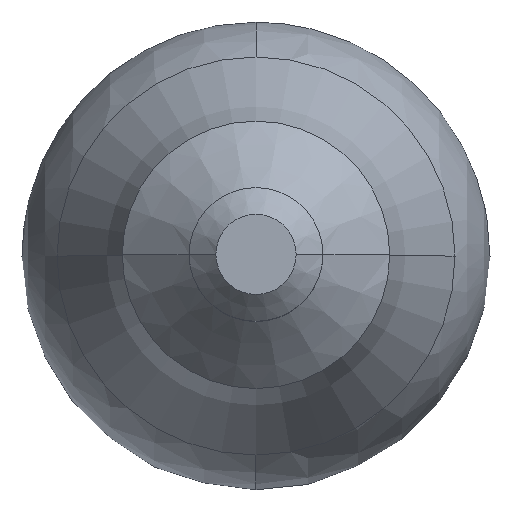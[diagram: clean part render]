
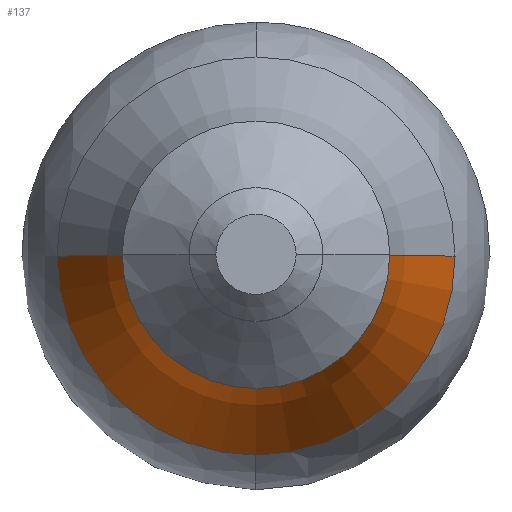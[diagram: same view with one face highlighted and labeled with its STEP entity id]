
A CAD part, top view. The second image highlights one B-rep face of the part: STEP entity #137.
In plain terms, the highlighted toroidal (fillet/blend) face has major radius 40.635 mm and minor radius 36.66 mm.
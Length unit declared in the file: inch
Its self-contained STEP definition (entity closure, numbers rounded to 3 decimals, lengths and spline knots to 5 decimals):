
#3 = CIRCLE ( 'NONE', #123, 0.37214 ) ;
#13 = VERTEX_POINT ( 'NONE', #20 ) ;
#16 = CIRCLE ( 'NONE', #374, 1.44331 ) ;
#20 = CARTESIAN_POINT ( 'NONE',  ( 0., -0.37214, 0.23005 ) ) ;
#30 = DIRECTION ( 'NONE',  ( 0., 0., 1. ) ) ;
#39 = CARTESIAN_POINT ( 'NONE',  ( 1.59981, 0., 0.98897 ) ) ;
#45 = ORIENTED_EDGE ( 'NONE', *, *, #323, .F. ) ;
#46 = ORIENTED_EDGE ( 'NONE', *, *, #65, .T. ) ;
#53 = AXIS2_PLACEMENT_3D ( 'NONE', #233, #114, #343 ) ;
#55 = VERTEX_POINT ( 'NONE', #351 ) ;
#60 = CIRCLE ( 'NONE', #53, 0.1565 ) ;
#63 = CARTESIAN_POINT ( 'NONE',  ( -1.59981, 0., 0.98897 ) ) ;
#65 = EDGE_CURVE ( 'NONE', #334, #13, #255, .T. ) ;
#67 = DIRECTION ( 'NONE',  ( 0., 0., 1. ) ) ;
#71 = CARTESIAN_POINT ( 'NONE',  ( 0.37214, 0., 0.23005 ) ) ;
#92 = FACE_OUTER_BOUND ( 'NONE', #194, .T. ) ;
#99 = ORIENTED_EDGE ( 'NONE', *, *, #148, .T. ) ;
#114 = DIRECTION ( 'NONE',  ( 0., 0., 1. ) ) ;
#123 = AXIS2_PLACEMENT_3D ( 'NONE', #339, #187, #218 ) ;
#128 = CARTESIAN_POINT ( 'NONE',  ( -0.37214, 0., 0.23005 ) ) ;
#132 = DIRECTION ( 'NONE',  ( 0., -1., 0. ) ) ;
#137 = ADVANCED_FACE ( 'NONE', ( #92 ), #285, .F. ) ;
#144 = AXIS2_PLACEMENT_3D ( 'NONE', #353, #67, #324 ) ;
#148 = EDGE_CURVE ( 'NONE', #55, #334, #16, .T. ) ;
#160 = ORIENTED_EDGE ( 'NONE', *, *, #304, .T. ) ;
#165 = CARTESIAN_POINT ( 'NONE',  ( 0.1565, 0., 0.98897 ) ) ;
#187 = DIRECTION ( 'NONE',  ( 0., 0., 1. ) ) ;
#188 = VERTEX_POINT ( 'NONE', #71 ) ;
#194 = EDGE_LOOP ( 'NONE', ( #228, #99, #46, #160, #45 ) ) ;
#210 = AXIS2_PLACEMENT_3D ( 'NONE', #39, #132, #268 ) ;
#211 = DIRECTION ( 'NONE',  ( 0., 1., 0. ) ) ;
#213 = CARTESIAN_POINT ( 'NONE',  ( 0., 0., 0.98897 ) ) ;
#218 = DIRECTION ( 'NONE',  ( 1., 0., 0. ) ) ;
#228 = ORIENTED_EDGE ( 'NONE', *, *, #370, .F. ) ;
#233 = CARTESIAN_POINT ( 'NONE',  ( 0., 0., 0.98897 ) ) ;
#255 = CIRCLE ( 'NONE', #144, 0.37214 ) ;
#268 = DIRECTION ( 'NONE',  ( 1., 0., 0. ) ) ;
#271 = AXIS2_PLACEMENT_3D ( 'NONE', #213, #30, #381 ) ;
#285 = TOROIDAL_SURFACE ( 'NONE', #271, 1.59981, 1.44331 ) ;
#294 = DIRECTION ( 'NONE',  ( -1., 0., 0. ) ) ;
#304 = EDGE_CURVE ( 'NONE', #13, #188, #3, .T. ) ;
#321 = VERTEX_POINT ( 'NONE', #165 ) ;
#323 = EDGE_CURVE ( 'NONE', #321, #188, #368, .T. ) ;
#324 = DIRECTION ( 'NONE',  ( 1., 0., 0. ) ) ;
#334 = VERTEX_POINT ( 'NONE', #128 ) ;
#339 = CARTESIAN_POINT ( 'NONE',  ( 0., 0., 0.23005 ) ) ;
#343 = DIRECTION ( 'NONE',  ( 1., 0., 0. ) ) ;
#351 = CARTESIAN_POINT ( 'NONE',  ( -0.1565, 0., 0.98897 ) ) ;
#353 = CARTESIAN_POINT ( 'NONE',  ( 0., 0., 0.23005 ) ) ;
#368 = CIRCLE ( 'NONE', #210, 1.44331 ) ;
#370 = EDGE_CURVE ( 'NONE', #55, #321, #60, .T. ) ;
#374 = AXIS2_PLACEMENT_3D ( 'NONE', #63, #211, #294 ) ;
#381 = DIRECTION ( 'NONE',  ( 1., 0., 0. ) ) ;
